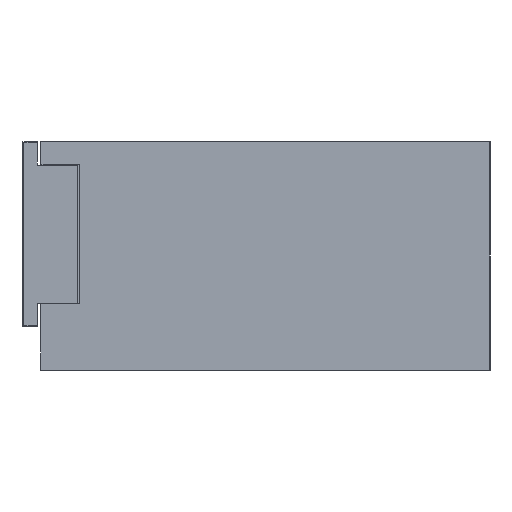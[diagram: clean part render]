
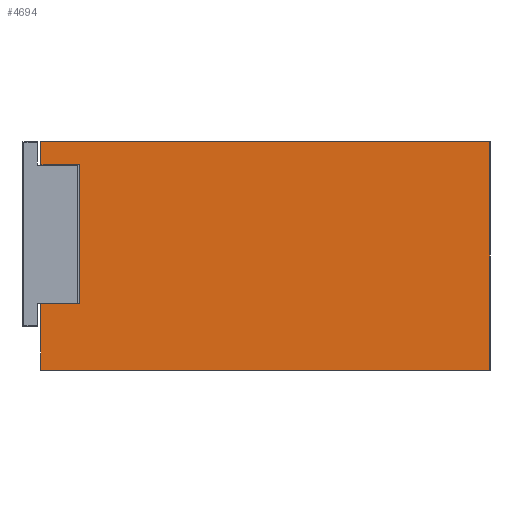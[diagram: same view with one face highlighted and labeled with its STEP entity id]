
A CAD part, left-side view. The second image highlights one B-rep face of the part: STEP entity #4694.
In plain terms, the highlighted planar face has unit normal (-1, 0, 0).
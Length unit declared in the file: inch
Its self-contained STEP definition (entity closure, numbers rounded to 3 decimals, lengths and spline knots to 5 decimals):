
#195 = DIRECTION ( 'NONE',  ( 1., 0., 0. ) ) ;
#433 = DIRECTION ( 'NONE',  ( 0., 0., -1. ) ) ;
#554 = CARTESIAN_POINT ( 'NONE',  ( -4., 0., 1.24 ) ) ;
#603 = CARTESIAN_POINT ( 'NONE',  ( -4., 0., 1.24 ) ) ;
#626 = VERTEX_POINT ( 'NONE', #4568 ) ;
#764 = ORIENTED_EDGE ( 'NONE', *, *, #13903, .F. ) ;
#875 = VERTEX_POINT ( 'NONE', #10747 ) ;
#1185 = VECTOR ( 'NONE', #6583, 39.37008 ) ;
#1317 = EDGE_CURVE ( 'NONE', #5626, #5508, #1589, .T. ) ;
#1589 = LINE ( 'NONE', #603, #9032 ) ;
#1668 = VERTEX_POINT ( 'NONE', #14055 ) ;
#1983 = LINE ( 'NONE', #554, #1185 ) ;
#2146 = LINE ( 'NONE', #14788, #7966 ) ;
#2830 = LINE ( 'NONE', #5173, #2868 ) ;
#2834 = ORIENTED_EDGE ( 'NONE', *, *, #5587, .T. ) ;
#2868 = VECTOR ( 'NONE', #14464, 39.37008 ) ;
#3211 = VECTOR ( 'NONE', #433, 39.37008 ) ;
#3612 = VECTOR ( 'NONE', #4544, 39.37008 ) ;
#4544 = DIRECTION ( 'NONE',  ( 0., 1., 0. ) ) ;
#4568 = CARTESIAN_POINT ( 'NONE',  ( -4., 0., 0. ) ) ;
#4658 = ORIENTED_EDGE ( 'NONE', *, *, #6419, .T. ) ;
#4690 = DIRECTION ( 'NONE',  ( 0., 1., 0. ) ) ;
#4694 = ADVANCED_FACE ( 'NONE', ( #6079 ), #13055, .F. ) ;
#5018 = ORIENTED_EDGE ( 'NONE', *, *, #7145, .F. ) ;
#5173 = CARTESIAN_POINT ( 'NONE',  ( -4., 0., 0. ) ) ;
#5508 = VERTEX_POINT ( 'NONE', #9743 ) ;
#5587 = EDGE_CURVE ( 'NONE', #10925, #6430, #6171, .T. ) ;
#5626 = VERTEX_POINT ( 'NONE', #7760 ) ;
#5660 = LINE ( 'NONE', #14909, #3612 ) ;
#5712 = EDGE_LOOP ( 'NONE', ( #764, #14978, #2834, #4658, #13968, #11555, #13498, #5018 ) ) ;
#5944 = CARTESIAN_POINT ( 'NONE',  ( -4., 2.227, 0.363 ) ) ;
#6079 = FACE_OUTER_BOUND ( 'NONE', #5712, .T. ) ;
#6108 = DIRECTION ( 'NONE',  ( 0., -1., 0. ) ) ;
#6171 = LINE ( 'NONE', #10793, #3211 ) ;
#6207 = CARTESIAN_POINT ( 'NONE',  ( -4., 2.437, 0. ) ) ;
#6419 = EDGE_CURVE ( 'NONE', #6430, #626, #2830, .T. ) ;
#6430 = VERTEX_POINT ( 'NONE', #6207 ) ;
#6583 = DIRECTION ( 'NONE',  ( 0., 0., -1. ) ) ;
#7065 = CARTESIAN_POINT ( 'NONE',  ( -4., 0., 1.24 ) ) ;
#7145 = EDGE_CURVE ( 'NONE', #7917, #875, #5660, .T. ) ;
#7760 = CARTESIAN_POINT ( 'NONE',  ( -4., 2.437, 1.24 ) ) ;
#7917 = VERTEX_POINT ( 'NONE', #10919 ) ;
#7963 = EDGE_CURVE ( 'NONE', #5508, #626, #1983, .T. ) ;
#7966 = VECTOR ( 'NONE', #12502, 39.37008 ) ;
#8466 = EDGE_CURVE ( 'NONE', #5626, #875, #2146, .T. ) ;
#9032 = VECTOR ( 'NONE', #6108, 39.37008 ) ;
#9230 = CARTESIAN_POINT ( 'NONE',  ( -4., 2.227, 0.363 ) ) ;
#9426 = DIRECTION ( 'NONE',  ( 0., 0., -1. ) ) ;
#9743 = CARTESIAN_POINT ( 'NONE',  ( -4., 0., 1.24 ) ) ;
#10561 = LINE ( 'NONE', #5944, #14772 ) ;
#10747 = CARTESIAN_POINT ( 'NONE',  ( -4., 2.437, 1.115 ) ) ;
#10793 = CARTESIAN_POINT ( 'NONE',  ( -4., 2.437, 1.24 ) ) ;
#10919 = CARTESIAN_POINT ( 'NONE',  ( -4., 2.227, 1.115 ) ) ;
#10925 = VERTEX_POINT ( 'NONE', #14167 ) ;
#11555 = ORIENTED_EDGE ( 'NONE', *, *, #1317, .F. ) ;
#11643 = LINE ( 'NONE', #9230, #12160 ) ;
#12160 = VECTOR ( 'NONE', #13005, 39.37008 ) ;
#12216 = EDGE_CURVE ( 'NONE', #1668, #10925, #10561, .T. ) ;
#12502 = DIRECTION ( 'NONE',  ( 0., 0., -1. ) ) ;
#12640 = AXIS2_PLACEMENT_3D ( 'NONE', #7065, #195, #9426 ) ;
#13005 = DIRECTION ( 'NONE',  ( 0., 0., 1. ) ) ;
#13055 = PLANE ( 'NONE',  #12640 ) ;
#13498 = ORIENTED_EDGE ( 'NONE', *, *, #8466, .T. ) ;
#13903 = EDGE_CURVE ( 'NONE', #1668, #7917, #11643, .T. ) ;
#13968 = ORIENTED_EDGE ( 'NONE', *, *, #7963, .F. ) ;
#14055 = CARTESIAN_POINT ( 'NONE',  ( -4., 2.227, 0.363 ) ) ;
#14167 = CARTESIAN_POINT ( 'NONE',  ( -4., 2.437, 0.363 ) ) ;
#14464 = DIRECTION ( 'NONE',  ( 0., -1., 0. ) ) ;
#14772 = VECTOR ( 'NONE', #4690, 39.37008 ) ;
#14788 = CARTESIAN_POINT ( 'NONE',  ( -4., 2.437, 1.24 ) ) ;
#14909 = CARTESIAN_POINT ( 'NONE',  ( -4., 2.227, 1.115 ) ) ;
#14978 = ORIENTED_EDGE ( 'NONE', *, *, #12216, .T. ) ;
